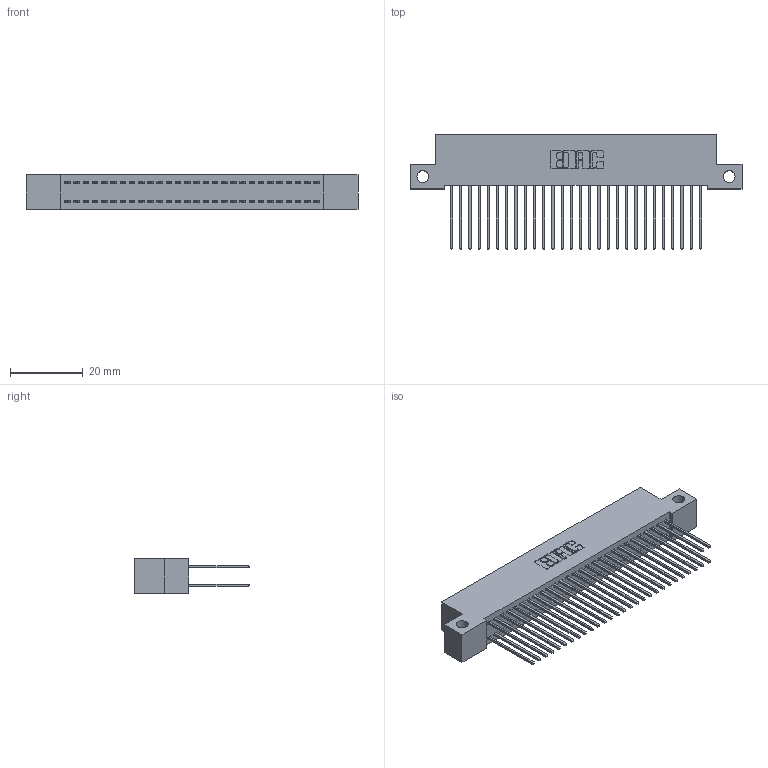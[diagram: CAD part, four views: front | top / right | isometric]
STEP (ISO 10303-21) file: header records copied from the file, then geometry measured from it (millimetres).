
FILE_DESCRIPTION (( 'STEP AP203' ), '1' );
FILE_NAME ('342-056-542-212.STEP', '2018-08-13T03:52:20', ( '' ), ( '' ), 'SwSTEP 2.0', 'SolidWorks 2016', '' );
FILE_SCHEMA (( 'CONFIG_CONTROL_DESIGN' ));
Length unit declared in the file: inch
Products named in the file (3): 342 Part_Side Mount; 345-292-001_345-293-142; 342-056-542-212
Assembly tree (57 placements, depth 2):
  342-056-542-212
    342 Part_Side Mount
    345-292-001_345-293-142  x56
Bounding box: 91.44 x 31.63 x 9.4 mm (x, y, z)
Volume: 8336.7 mm3; surface area: 14236.9 mm2
Topology: 57 solids, 57 shells, 3022 faces, 8979 edges, 5910 vertices
Faces by surface type: plane 2082, cylinder 940
Entity records: 19713 total; most frequent: CARTESIAN_POINT 3282, ORIENTED_EDGE 3218, DIRECTION 2829, EDGE_CURVE 1609, VECTOR 1481, LINE 1481, VERTEX_POINT 1070, AXIS2_PLACEMENT_3D 674
